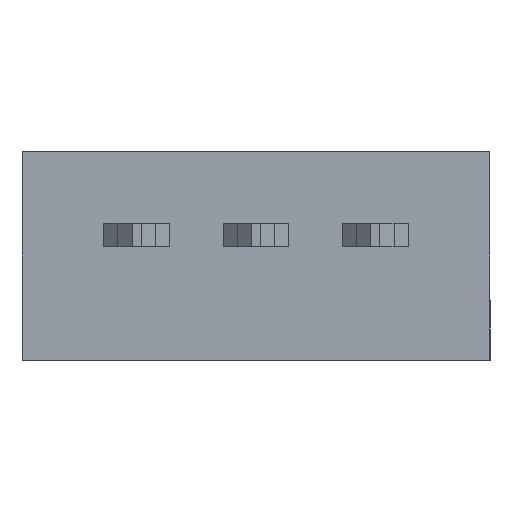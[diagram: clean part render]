
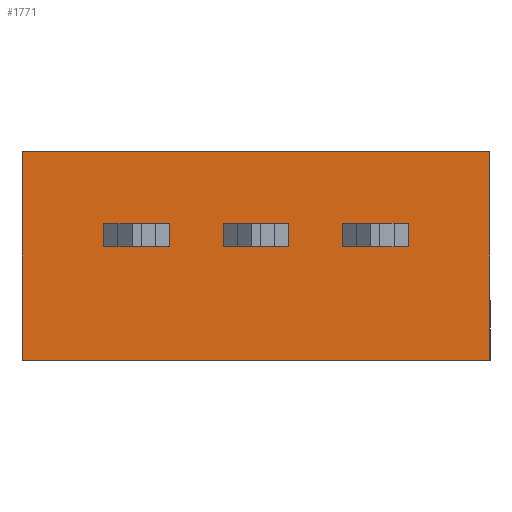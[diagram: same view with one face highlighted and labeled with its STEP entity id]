
A CAD part, front view. The second image highlights one B-rep face of the part: STEP entity #1771.
In plain terms, the highlighted planar face has unit normal (0, -1, 0).
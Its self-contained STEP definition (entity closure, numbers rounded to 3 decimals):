
#32 = VERTEX_POINT ( 'NONE', #2214 ) ;
#47 = CARTESIAN_POINT ( 'NONE',  ( 4.984, 0., 0. ) ) ;
#62 = VERTEX_POINT ( 'NONE', #1852 ) ;
#64 = EDGE_CURVE ( 'NONE', #2183, #850, #716, .T. ) ;
#88 = EDGE_LOOP ( 'NONE', ( #2243, #2127, #1258, #500 ) ) ;
#119 = LINE ( 'NONE', #2253, #1580 ) ;
#146 = EDGE_CURVE ( 'NONE', #32, #168, #355, .T. ) ;
#149 = VERTEX_POINT ( 'NONE', #301 ) ;
#154 = CARTESIAN_POINT ( 'NONE',  ( 0.7, 0., 2.915 ) ) ;
#160 = DIRECTION ( 'NONE',  ( 0., 0., -1. ) ) ;
#163 = DIRECTION ( 'NONE',  ( 0., 0., 1. ) ) ;
#168 = VERTEX_POINT ( 'NONE', #2303 ) ;
#244 = ORIENTED_EDGE ( 'NONE', *, *, #2367, .T. ) ;
#248 = DIRECTION ( 'NONE',  ( 1., 0., 0. ) ) ;
#259 = CARTESIAN_POINT ( 'NONE',  ( 4.984, 0., 2.915 ) ) ;
#260 = FACE_BOUND ( 'NONE', #88, .T. ) ;
#265 = CARTESIAN_POINT ( 'NONE',  ( 0.7, 0., 2.415 ) ) ;
#301 = CARTESIAN_POINT ( 'NONE',  ( 0.7, 0., 2.915 ) ) ;
#324 = VECTOR ( 'NONE', #163, 1000. ) ;
#339 = ORIENTED_EDGE ( 'NONE', *, *, #975, .F. ) ;
#355 = LINE ( 'NONE', #482, #832 ) ;
#397 = EDGE_CURVE ( 'NONE', #1170, #2183, #813, .T. ) ;
#416 = CARTESIAN_POINT ( 'NONE',  ( 0.7, 0., 2.415 ) ) ;
#423 = EDGE_CURVE ( 'NONE', #443, #742, #1250, .T. ) ;
#425 = VECTOR ( 'NONE', #160, 1000. ) ;
#432 = CARTESIAN_POINT ( 'NONE',  ( 0., 0., 0. ) ) ;
#443 = VERTEX_POINT ( 'NONE', #698 ) ;
#482 = CARTESIAN_POINT ( 'NONE',  ( 1.84, 0., 2.415 ) ) ;
#489 = DIRECTION ( 'NONE',  ( 1., 0., 0. ) ) ;
#494 = VECTOR ( 'NONE', #489, 1000. ) ;
#500 = ORIENTED_EDGE ( 'NONE', *, *, #397, .F. ) ;
#507 = DIRECTION ( 'NONE',  ( 0., 0., -1. ) ) ;
#540 = ORIENTED_EDGE ( 'NONE', *, *, #2316, .F. ) ;
#543 = LINE ( 'NONE', #154, #972 ) ;
#546 = ORIENTED_EDGE ( 'NONE', *, *, #762, .F. ) ;
#586 = CARTESIAN_POINT ( 'NONE',  ( 4.984, 0., 2.915 ) ) ;
#600 = LINE ( 'NONE', #586, #1331 ) ;
#611 = CARTESIAN_POINT ( 'NONE',  ( 3.24, 0., 2.915 ) ) ;
#637 = DIRECTION ( 'NONE',  ( 1., 0., 0. ) ) ;
#698 = CARTESIAN_POINT ( 'NONE',  ( 4.984, 0., 4.445 ) ) ;
#716 = LINE ( 'NONE', #760, #1100 ) ;
#735 = VERTEX_POINT ( 'NONE', #611 ) ;
#742 = VERTEX_POINT ( 'NONE', #796 ) ;
#751 = VERTEX_POINT ( 'NONE', #1510 ) ;
#760 = CARTESIAN_POINT ( 'NONE',  ( -1.84, 0., 2.415 ) ) ;
#762 = EDGE_CURVE ( 'NONE', #2222, #2167, #119, .T. ) ;
#772 = CARTESIAN_POINT ( 'NONE',  ( 4.984, 0., 0. ) ) ;
#796 = CARTESIAN_POINT ( 'NONE',  ( -4.984, 0., 4.445 ) ) ;
#803 = EDGE_CURVE ( 'NONE', #2167, #1941, #1950, .T. ) ;
#809 = EDGE_CURVE ( 'NONE', #62, #1479, #1472, .T. ) ;
#810 = EDGE_CURVE ( 'NONE', #2112, #735, #1037, .T. ) ;
#813 = LINE ( 'NONE', #1783, #1723 ) ;
#816 = VECTOR ( 'NONE', #833, 1000. ) ;
#832 = VECTOR ( 'NONE', #1213, 1000. ) ;
#833 = DIRECTION ( 'NONE',  ( 1., 0., 0. ) ) ;
#849 = EDGE_CURVE ( 'NONE', #1170, #751, #1978, .T. ) ;
#850 = VERTEX_POINT ( 'NONE', #1726 ) ;
#895 = ORIENTED_EDGE ( 'NONE', *, *, #803, .F. ) ;
#908 = ORIENTED_EDGE ( 'NONE', *, *, #146, .F. ) ;
#944 = DIRECTION ( 'NONE',  ( 1., 0., 0. ) ) ;
#957 = DIRECTION ( 'NONE',  ( 0., 0., -1. ) ) ;
#972 = VECTOR ( 'NONE', #1800, 1000. ) ;
#975 = EDGE_CURVE ( 'NONE', #168, #2112, #1470, .T. ) ;
#980 = VECTOR ( 'NONE', #2068, 1000. ) ;
#1004 = VECTOR ( 'NONE', #637, 1000. ) ;
#1016 = CARTESIAN_POINT ( 'NONE',  ( 4.984, 0., 2.915 ) ) ;
#1037 = LINE ( 'NONE', #2076, #1416 ) ;
#1055 = EDGE_CURVE ( 'NONE', #850, #751, #2262, .T. ) ;
#1056 = ORIENTED_EDGE ( 'NONE', *, *, #1705, .T. ) ;
#1074 = CARTESIAN_POINT ( 'NONE',  ( 3.24, 0., 2.415 ) ) ;
#1082 = CARTESIAN_POINT ( 'NONE',  ( -1.84, 0., 2.915 ) ) ;
#1100 = VECTOR ( 'NONE', #944, 1000. ) ;
#1163 = DIRECTION ( 'NONE',  ( 0., 0., -1. ) ) ;
#1170 = VERTEX_POINT ( 'NONE', #1481 ) ;
#1213 = DIRECTION ( 'NONE',  ( 0., 0., -1. ) ) ;
#1241 = FACE_BOUND ( 'NONE', #2369, .T. ) ;
#1250 = LINE ( 'NONE', #2335, #2158 ) ;
#1258 = ORIENTED_EDGE ( 'NONE', *, *, #64, .F. ) ;
#1263 = CARTESIAN_POINT ( 'NONE',  ( 4.984, 0., 0. ) ) ;
#1300 = CARTESIAN_POINT ( 'NONE',  ( -0.7, 0., 2.915 ) ) ;
#1331 = VECTOR ( 'NONE', #2044, 1000. ) ;
#1340 = DIRECTION ( 'NONE',  ( 0., 0., -1. ) ) ;
#1354 = LINE ( 'NONE', #47, #2308 ) ;
#1401 = CARTESIAN_POINT ( 'NONE',  ( 3.24, 0., 2.415 ) ) ;
#1416 = VECTOR ( 'NONE', #2264, 1000. ) ;
#1424 = EDGE_CURVE ( 'NONE', #1941, #149, #543, .T. ) ;
#1469 = EDGE_CURVE ( 'NONE', #742, #62, #2373, .T. ) ;
#1470 = LINE ( 'NONE', #1401, #494 ) ;
#1472 = LINE ( 'NONE', #432, #2383 ) ;
#1479 = VERTEX_POINT ( 'NONE', #1263 ) ;
#1481 = CARTESIAN_POINT ( 'NONE',  ( -3.24, 0., 2.915 ) ) ;
#1510 = CARTESIAN_POINT ( 'NONE',  ( -1.84, 0., 2.915 ) ) ;
#1534 = EDGE_LOOP ( 'NONE', ( #540, #1964, #1981, #2356 ) ) ;
#1562 = LINE ( 'NONE', #1016, #816 ) ;
#1580 = VECTOR ( 'NONE', #1163, 1000. ) ;
#1644 = CARTESIAN_POINT ( 'NONE',  ( -0.7, 0., 2.415 ) ) ;
#1660 = FACE_OUTER_BOUND ( 'NONE', #1534, .T. ) ;
#1705 = EDGE_CURVE ( 'NONE', #32, #735, #600, .T. ) ;
#1723 = VECTOR ( 'NONE', #507, 1000. ) ;
#1726 = CARTESIAN_POINT ( 'NONE',  ( -1.84, 0., 2.415 ) ) ;
#1771 = ADVANCED_FACE ( 'NONE', ( #1241, #260, #2148, #1660 ), #2033, .T. ) ;
#1783 = CARTESIAN_POINT ( 'NONE',  ( -3.24, 0., 2.415 ) ) ;
#1800 = DIRECTION ( 'NONE',  ( 0., 0., 1. ) ) ;
#1833 = CARTESIAN_POINT ( 'NONE',  ( -3.24, 0., 2.415 ) ) ;
#1852 = CARTESIAN_POINT ( 'NONE',  ( -4.984, 0., 0. ) ) ;
#1904 = AXIS2_PLACEMENT_3D ( 'NONE', #772, #2048, #957 ) ;
#1941 = VERTEX_POINT ( 'NONE', #265 ) ;
#1950 = LINE ( 'NONE', #416, #980 ) ;
#1964 = ORIENTED_EDGE ( 'NONE', *, *, #423, .T. ) ;
#1978 = LINE ( 'NONE', #259, #1004 ) ;
#1981 = ORIENTED_EDGE ( 'NONE', *, *, #1469, .T. ) ;
#2033 = PLANE ( 'NONE',  #1904 ) ;
#2044 = DIRECTION ( 'NONE',  ( 1., 0., 0. ) ) ;
#2048 = DIRECTION ( 'NONE',  ( 0., -1., 0. ) ) ;
#2068 = DIRECTION ( 'NONE',  ( 1., 0., 0. ) ) ;
#2076 = CARTESIAN_POINT ( 'NONE',  ( 3.24, 0., 2.915 ) ) ;
#2079 = ORIENTED_EDGE ( 'NONE', *, *, #1424, .F. ) ;
#2088 = EDGE_LOOP ( 'NONE', ( #244, #2079, #895, #546 ) ) ;
#2112 = VERTEX_POINT ( 'NONE', #1074 ) ;
#2127 = ORIENTED_EDGE ( 'NONE', *, *, #1055, .F. ) ;
#2148 = FACE_BOUND ( 'NONE', #2088, .T. ) ;
#2153 = DIRECTION ( 'NONE',  ( -1., 0., 0. ) ) ;
#2158 = VECTOR ( 'NONE', #2153, 1000. ) ;
#2167 = VERTEX_POINT ( 'NONE', #1644 ) ;
#2183 = VERTEX_POINT ( 'NONE', #1833 ) ;
#2214 = CARTESIAN_POINT ( 'NONE',  ( 1.84, 0., 2.915 ) ) ;
#2222 = VERTEX_POINT ( 'NONE', #1300 ) ;
#2243 = ORIENTED_EDGE ( 'NONE', *, *, #849, .T. ) ;
#2253 = CARTESIAN_POINT ( 'NONE',  ( -0.7, 0., 2.415 ) ) ;
#2262 = LINE ( 'NONE', #1082, #324 ) ;
#2264 = DIRECTION ( 'NONE',  ( 0., 0., 1. ) ) ;
#2303 = CARTESIAN_POINT ( 'NONE',  ( 1.84, 0., 2.415 ) ) ;
#2308 = VECTOR ( 'NONE', #1340, 1000. ) ;
#2316 = EDGE_CURVE ( 'NONE', #443, #1479, #1354, .T. ) ;
#2335 = CARTESIAN_POINT ( 'NONE',  ( 4.984, 0., 4.445 ) ) ;
#2344 = ORIENTED_EDGE ( 'NONE', *, *, #810, .F. ) ;
#2355 = CARTESIAN_POINT ( 'NONE',  ( -4.984, 0., 0. ) ) ;
#2356 = ORIENTED_EDGE ( 'NONE', *, *, #809, .T. ) ;
#2367 = EDGE_CURVE ( 'NONE', #2222, #149, #1562, .T. ) ;
#2369 = EDGE_LOOP ( 'NONE', ( #1056, #2344, #339, #908 ) ) ;
#2373 = LINE ( 'NONE', #2355, #425 ) ;
#2383 = VECTOR ( 'NONE', #248, 1000. ) ;
